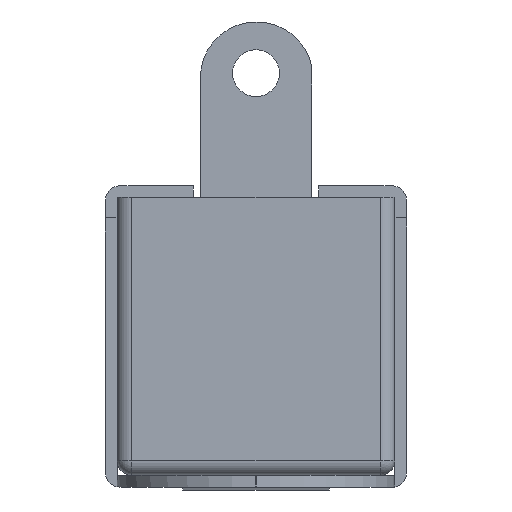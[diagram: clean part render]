
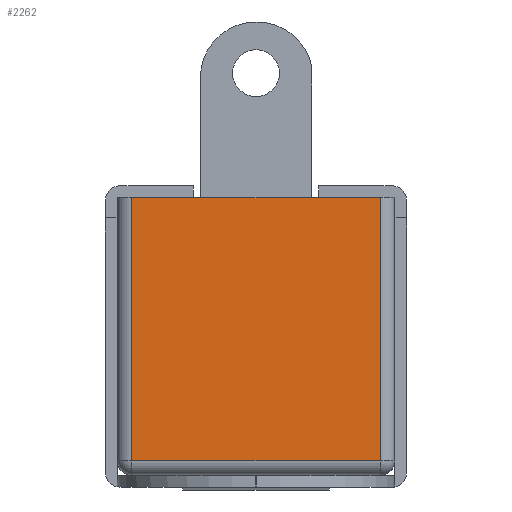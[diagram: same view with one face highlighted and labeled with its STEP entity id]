
A CAD part, left-side view. The second image highlights one B-rep face of the part: STEP entity #2262.
In plain terms, the highlighted planar face has unit normal (-1, 0, 0).
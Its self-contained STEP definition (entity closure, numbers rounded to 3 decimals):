
#39 = VECTOR ( 'NONE', #3956, 1000. ) ;
#103 = VECTOR ( 'NONE', #4488, 1000. ) ;
#329 = FACE_OUTER_BOUND ( 'NONE', #1070, .T. ) ;
#443 = CARTESIAN_POINT ( 'NONE',  ( -18.803, 39.113, 82.547 ) ) ;
#564 = AXIS2_PLACEMENT_3D ( 'NONE', #4037, #1774, #4440 ) ;
#730 = VERTEX_POINT ( 'NONE', #1092 ) ;
#960 = CARTESIAN_POINT ( 'NONE',  ( -18.803, 56.113, 82.547 ) ) ;
#1070 = EDGE_LOOP ( 'NONE', ( #4249, #1815, #4372, #3098 ) ) ;
#1092 = CARTESIAN_POINT ( 'NONE',  ( -18.803, 56.113, 64.547 ) ) ;
#1107 = CARTESIAN_POINT ( 'NONE',  ( -18.803, 56.113, 82.547 ) ) ;
#1288 = VECTOR ( 'NONE', #2453, 1000. ) ;
#1326 = CARTESIAN_POINT ( 'NONE',  ( -18.803, 39.113, 82.547 ) ) ;
#1408 = LINE ( 'NONE', #4355, #1288 ) ;
#1774 = DIRECTION ( 'NONE',  ( 1., 0., 0. ) ) ;
#1815 = ORIENTED_EDGE ( 'NONE', *, *, #2349, .T. ) ;
#1902 = LINE ( 'NONE', #960, #39 ) ;
#1946 = VECTOR ( 'NONE', #4713, 1000. ) ;
#2262 = ADVANCED_FACE ( 'NONE', ( #329 ), #3612, .F. ) ;
#2349 = EDGE_CURVE ( 'NONE', #730, #2563, #2941, .T. ) ;
#2453 = DIRECTION ( 'NONE',  ( 0., -1., 0. ) ) ;
#2563 = VERTEX_POINT ( 'NONE', #2778 ) ;
#2587 = EDGE_CURVE ( 'NONE', #3762, #730, #1902, .T. ) ;
#2778 = CARTESIAN_POINT ( 'NONE',  ( -18.803, 39.113, 64.547 ) ) ;
#2941 = LINE ( 'NONE', #3681, #103 ) ;
#3098 = ORIENTED_EDGE ( 'NONE', *, *, #4838, .F. ) ;
#3612 = PLANE ( 'NONE',  #564 ) ;
#3681 = CARTESIAN_POINT ( 'NONE',  ( -18.803, 38.113, 64.547 ) ) ;
#3762 = VERTEX_POINT ( 'NONE', #1107 ) ;
#3925 = LINE ( 'NONE', #1326, #1946 ) ;
#3956 = DIRECTION ( 'NONE',  ( 0., 0., -1. ) ) ;
#3965 = EDGE_CURVE ( 'NONE', #2563, #4174, #3925, .T. ) ;
#4037 = CARTESIAN_POINT ( 'NONE',  ( -18.803, 38.113, 82.547 ) ) ;
#4174 = VERTEX_POINT ( 'NONE', #443 ) ;
#4249 = ORIENTED_EDGE ( 'NONE', *, *, #2587, .T. ) ;
#4355 = CARTESIAN_POINT ( 'NONE',  ( -18.803, 38.113, 82.547 ) ) ;
#4372 = ORIENTED_EDGE ( 'NONE', *, *, #3965, .T. ) ;
#4440 = DIRECTION ( 'NONE',  ( 0., 1., 0. ) ) ;
#4488 = DIRECTION ( 'NONE',  ( 0., -1., 0. ) ) ;
#4713 = DIRECTION ( 'NONE',  ( 0., 0., 1. ) ) ;
#4838 = EDGE_CURVE ( 'NONE', #3762, #4174, #1408, .T. ) ;
